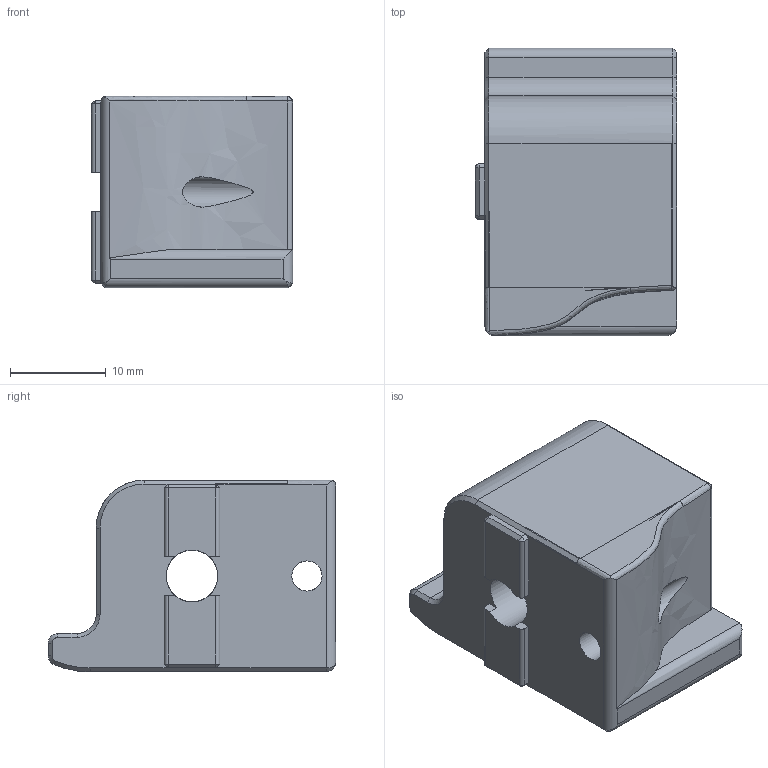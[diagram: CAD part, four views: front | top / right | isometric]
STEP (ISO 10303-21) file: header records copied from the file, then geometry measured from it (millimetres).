
FILE_DESCRIPTION(/* description */ (''),/* implementation_level */ '2;1');
FILE_NAME(/* name */ 'Z_Chain_Guide_Therm.step',/* time_stamp */ '2022-10-28T15:34:19-07:00',/* author */ (''),/* organization */ (''),/* preprocessor_version */ 'ST-DEVELOPER v19.2',/* originating_system */ 'Autodesk Translation Framework v11.17.0.187',/* authorisation */ '');
FILE_SCHEMA (('AUTOMOTIVE_DESIGN { 1 0 10303 214 3 1 1 }'));
Length unit declared in the file: millimetre
Products named in the file (3): Z_Chain_Guide_Therm; z_chain_guide_therm_1; z_chain_guide (1)
Assembly tree (2 placements, depth 3):
  Z_Chain_Guide_Therm
    z_chain_guide_therm_1
      z_chain_guide (1)
Bounding box: 21 x 30 x 20 mm (x, y, z)
Volume: 7250.9 mm3; surface area: 3542.5 mm2
Topology: 1 solids, 1 shells, 97 faces, 243 edges, 142 vertices
Faces by surface type: plane 53, cylinder 22, cone 14, bspline 7, sphere 1
Full cylindrical faces by diameter (mm): 3.15 x1, 5.4 x1
Entity records: 3329 total; most frequent: CARTESIAN_POINT 1001, ORIENTED_EDGE 476, DIRECTION 465, EDGE_CURVE 238, AXIS2_PLACEMENT_3D 158, LINE 149, VECTOR 149, VERTEX_POINT 142
